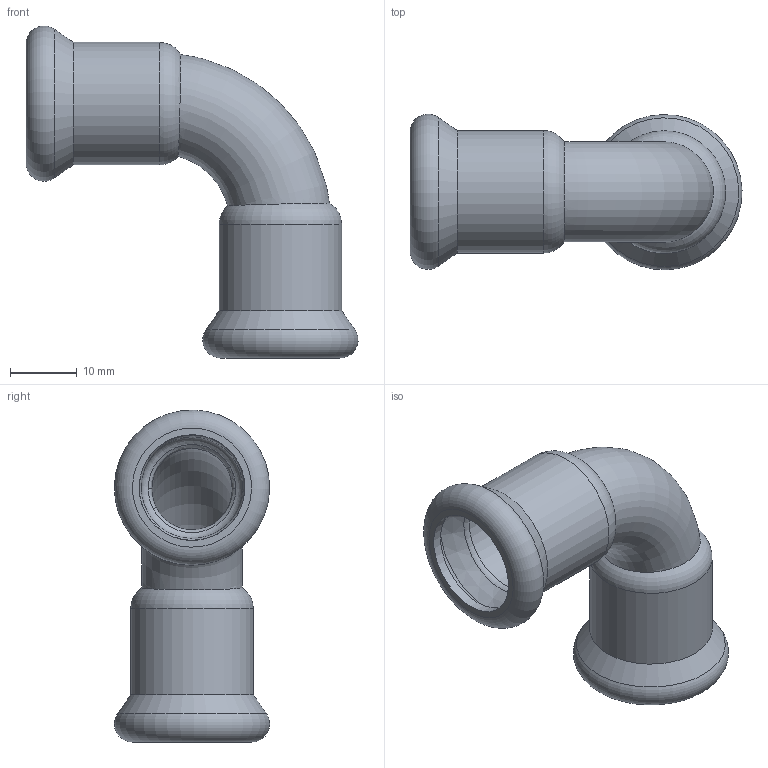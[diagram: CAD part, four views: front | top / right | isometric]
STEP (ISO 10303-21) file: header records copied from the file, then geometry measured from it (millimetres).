
FILE_DESCRIPTION(/* description */ (''),/* implementation_level */ '2;1');
FILE_NAME(/* name */ '41102.stp',/* time_stamp */ '2023-09-08T10:46:24+02:00',/* author */ ('JANAN'),/* organization */ (''),/* preprocessor_version */ 'ST-DEVELOPER v19.2',/* originating_system */ 'Autodesk Inventor 2023',/* authorisation */ '');
FILE_SCHEMA (('AUTOMOTIVE_DESIGN { 1 0 10303 214 3 1 1 }'));
Length unit declared in the file: millimetre
Products named in the file (1): tmp8F09.tmp
Bounding box: 49.59 x 23.18 x 49.59 mm (x, y, z)
Volume: 5696.5 mm3; surface area: 7705.8 mm2
Topology: 1 solids, 1 shells, 34 faces, 75 edges, 45 vertices
Faces by surface type: torus 12, bspline 8, cylinder 6, cone 4, plane 4
Full cylindrical faces by diameter (mm): 15.2 x2, 15.8 x2, 18.3 x2
Entity records: 1800 total; most frequent: CARTESIAN_POINT 1021, ORIENTED_EDGE 150, DIRECTION 136, EDGE_CURVE 75, AXIS2_PLACEMENT_3D 63, VERTEX_POINT 45, EDGE_LOOP 38, STYLED_ITEM 35
